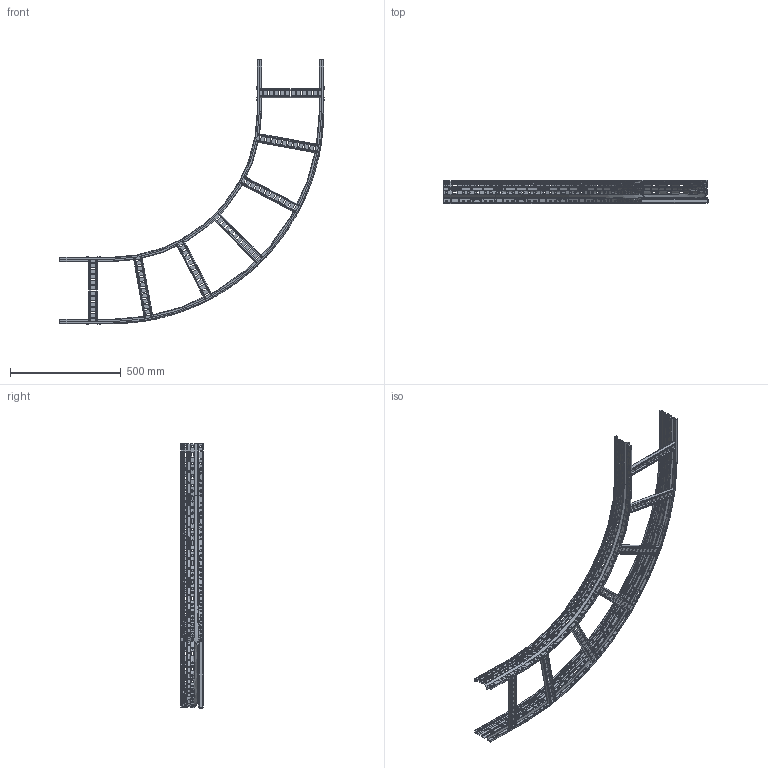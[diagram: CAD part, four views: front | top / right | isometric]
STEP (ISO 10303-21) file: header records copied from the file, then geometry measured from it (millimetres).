
FILE_DESCRIPTION (( 'STEP AP203' ), '1' );
FILE_NAME ('ULD615 (R660).STEP', '2015-03-30T12:56:27', ( '' ), ( '' ), 'SwSTEP 2.0', 'SolidWorks 2014', '' );
FILE_SCHEMA (( 'CONFIG_CONTROL_DESIGN' ));
Length unit declared in the file: millimetre
Products named in the file (4): Traversino 39x19x1.5_1_300:(1,5); 呧翲歑鍙 碴麔謥臇鴇 100 R660; 呧翲歑鍙  縺賾緱鴇 90 H=100 2擤 R660_300; ULD615 (R660)
Assembly tree (9 placements, depth 2):
  ULD615 (R660)
    Traversino 39x19x1.5_1_300:(1,5)  x7
    呧翲歑鍙 碴麔謥臇鴇 100 R660
    呧翲歑鍙  縺賾緱鴇 90 H=100 2擤 R660_300
Bounding box: 1193.13 x 102.99 x 1193.13 mm (x, y, z)
Volume: 1347103.2 mm3; surface area: 1504590.4 mm2
Topology: 9 solids, 9 shells, 4541 faces, 12670 edges, 8208 vertices
Faces by surface type: plane 2196, cylinder 1929, bspline 352, torus 56, cone 8
Entity records: 140184 total; most frequent: CARTESIAN_POINT 57524, ORIENTED_EDGE 18668, DIRECTION 14566, EDGE_CURVE 9334, VERTEX_POINT 6144, AXIS2_PLACEMENT_3D 5006, LINE 4554, VECTOR 4554
